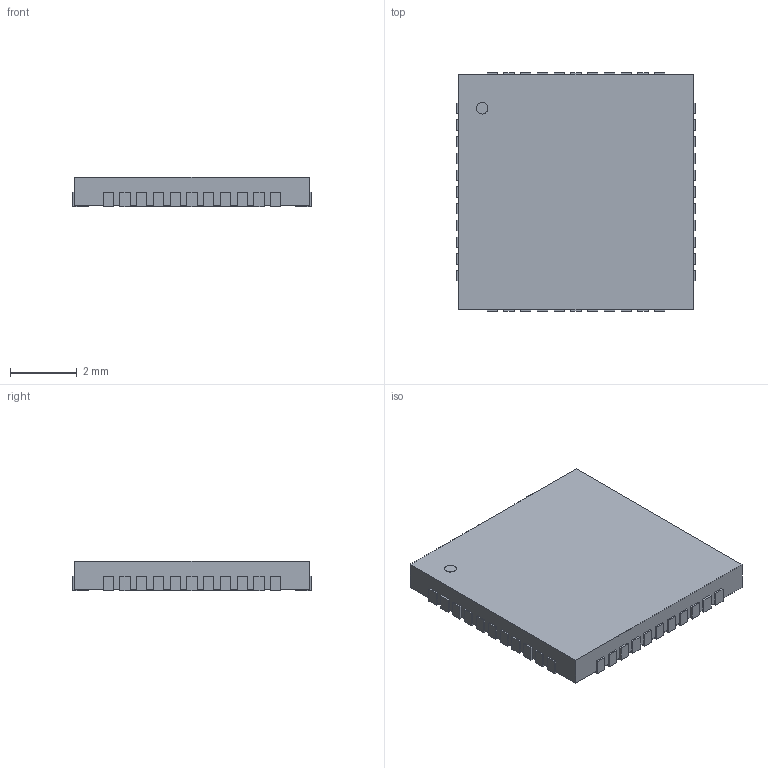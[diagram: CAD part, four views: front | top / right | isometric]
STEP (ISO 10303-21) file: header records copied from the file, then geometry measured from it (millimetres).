
FILE_DESCRIPTION(('STEP AP214'),'1');
FILE_NAME('QFN_140-LA_TRI','2021-09-24T05:12:55',(''),(''),'','','');
FILE_SCHEMA(('AUTOMOTIVE_DESIGN'));
Length unit declared in the file: millimetre
Products named in the file (1): product
Bounding box: 7.11 x 7.11 x 0.89 mm (x, y, z)
Volume: 42.6 mm3; surface area: 184.3 mm2
Topology: 47 solids, 47 shells, 367 faces, 819 edges, 546 vertices
Faces by surface type: plane 366, cylinder 1
Full cylindrical faces by diameter (mm): 0.351 x1
Entity records: 9464 total; most frequent: ORIENTED_EDGE 1636, DIRECTION 1558, CARTESIAN_POINT 917, EDGE_CURVE 818, LINE 816, VECTOR 816, VERTEX_POINT 546, AXIS2_PLACEMENT_3D 371
